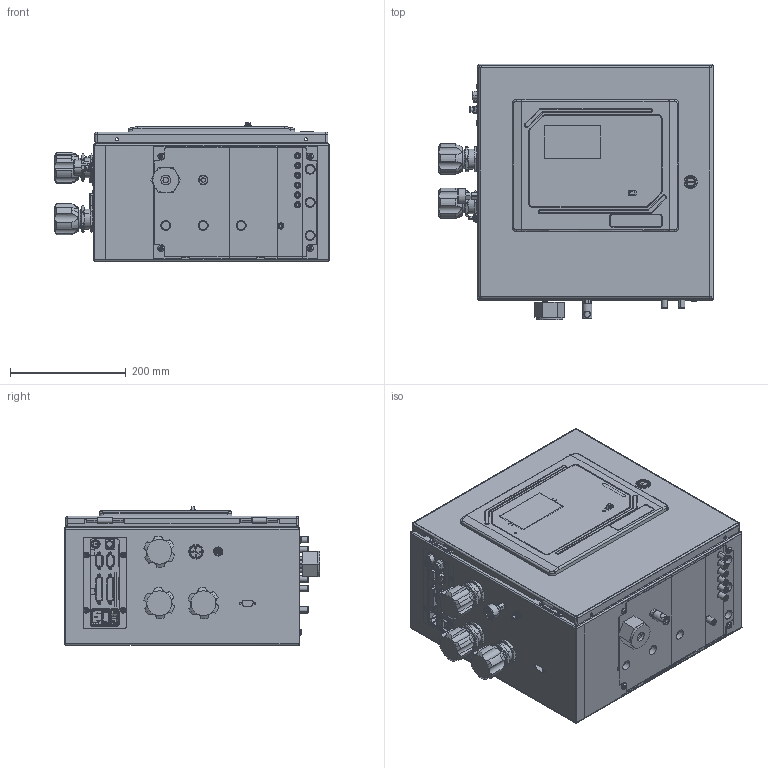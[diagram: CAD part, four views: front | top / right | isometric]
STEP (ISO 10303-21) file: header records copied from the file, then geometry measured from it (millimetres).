
FILE_DESCRIPTION (( 'STEP AP214' ), '1' );
FILE_NAME ('TMII Shell.STEP', '2019-08-13T14:52:19', ( '' ), ( '' ), 'SwSTEP 2.0', 'SolidWorks 2019', '' );
FILE_SCHEMA (( 'AUTOMOTIVE_DESIGN' ));
Length unit declared in the file: inch
Products named in the file (1): TMII Shell
Bounding box: 473.86 x 440.64 x 238.94 mm (x, y, z)
Surface area: 1687781.3 mm2 (no closed solid volume)
Topology: 0 solids, 189 shells, 1270 faces, 5631 edges, 4469 vertices
Faces by surface type: plane 527, cylinder 427, cone 159, bspline 100, torus 41, sphere 16
Entity records: 77416 total; most frequent: CARTESIAN_POINT 26418, DIRECTION 8960, ORIENTED_EDGE 7672, EDGE_CURVE 5631, VERTEX_POINT 4469, AXIS2_PLACEMENT_3D 3082, LINE 2796, VECTOR 2796
